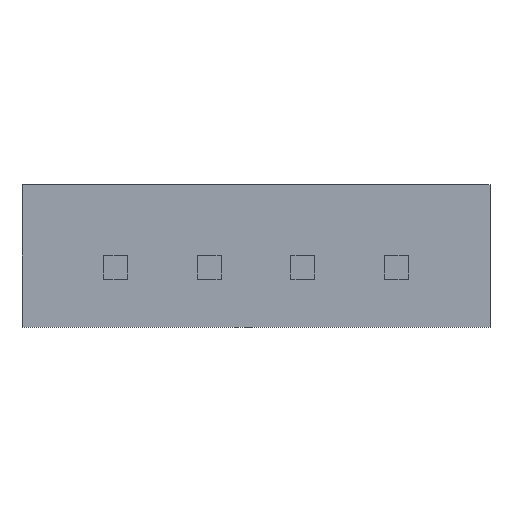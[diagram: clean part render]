
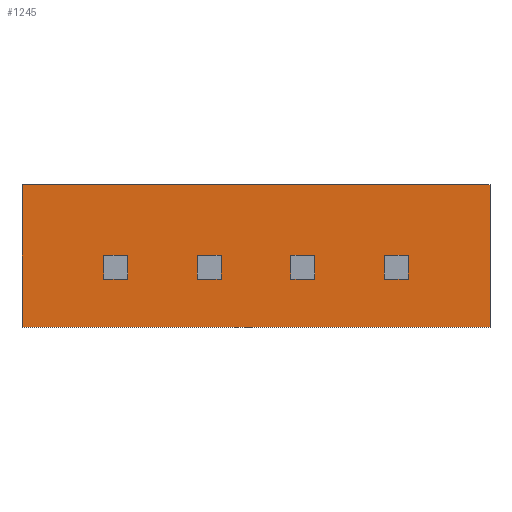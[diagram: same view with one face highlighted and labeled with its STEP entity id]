
A CAD part, front view. The second image highlights one B-rep face of the part: STEP entity #1245.
In plain terms, the highlighted planar face has unit normal (0, -1, 0).
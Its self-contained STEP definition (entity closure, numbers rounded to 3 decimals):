
#23=FACE_BOUND('',#116,.T.);
#24=FACE_BOUND('',#117,.T.);
#25=FACE_BOUND('',#118,.T.);
#26=FACE_BOUND('',#119,.T.);
#47=FACE_OUTER_BOUND('',#115,.T.);
#115=EDGE_LOOP('',(#877,#878,#879,#880));
#116=EDGE_LOOP('',(#881,#882,#883,#884));
#117=EDGE_LOOP('',(#885,#886,#887,#888));
#118=EDGE_LOOP('',(#889,#890,#891,#892));
#119=EDGE_LOOP('',(#893,#894,#895,#896));
#177=LINE('',#1703,#351);
#180=LINE('',#1709,#354);
#184=LINE('',#1716,#358);
#186=LINE('',#1719,#360);
#187=LINE('',#1723,#361);
#191=LINE('',#1731,#365);
#194=LINE('',#1737,#368);
#197=LINE('',#1742,#371);
#199=LINE('',#1747,#373);
#203=LINE('',#1755,#377);
#206=LINE('',#1761,#380);
#209=LINE('',#1766,#383);
#211=LINE('',#1771,#385);
#215=LINE('',#1779,#389);
#218=LINE('',#1785,#392);
#221=LINE('',#1790,#395);
#223=LINE('',#1795,#397);
#224=LINE('',#1797,#398);
#225=LINE('',#1799,#399);
#226=LINE('',#1800,#400);
#351=VECTOR('',#1389,1000.);
#354=VECTOR('',#1394,1000.);
#358=VECTOR('',#1400,1000.);
#360=VECTOR('',#1404,1000.);
#361=VECTOR('',#1407,1000.);
#365=VECTOR('',#1413,1000.);
#368=VECTOR('',#1418,1000.);
#371=VECTOR('',#1423,1000.);
#373=VECTOR('',#1427,1000.);
#377=VECTOR('',#1433,1000.);
#380=VECTOR('',#1438,1000.);
#383=VECTOR('',#1443,1000.);
#385=VECTOR('',#1447,1000.);
#389=VECTOR('',#1453,1000.);
#392=VECTOR('',#1458,1000.);
#395=VECTOR('',#1463,1000.);
#397=VECTOR('',#1467,1000.);
#398=VECTOR('',#1468,1000.);
#399=VECTOR('',#1469,1000.);
#400=VECTOR('',#1470,1000.);
#525=VERTEX_POINT('',#1700);
#526=VERTEX_POINT('',#1702);
#528=VERTEX_POINT('',#1708);
#530=VERTEX_POINT('',#1714);
#531=VERTEX_POINT('',#1721);
#532=VERTEX_POINT('',#1722);
#535=VERTEX_POINT('',#1730);
#537=VERTEX_POINT('',#1736);
#539=VERTEX_POINT('',#1745);
#540=VERTEX_POINT('',#1746);
#543=VERTEX_POINT('',#1754);
#545=VERTEX_POINT('',#1760);
#547=VERTEX_POINT('',#1769);
#548=VERTEX_POINT('',#1770);
#551=VERTEX_POINT('',#1778);
#553=VERTEX_POINT('',#1784);
#555=VERTEX_POINT('',#1793);
#556=VERTEX_POINT('',#1794);
#557=VERTEX_POINT('',#1796);
#558=VERTEX_POINT('',#1798);
#641=EDGE_CURVE('',#526,#525,#177,.T.);
#644=EDGE_CURVE('',#528,#526,#180,.T.);
#648=EDGE_CURVE('',#525,#530,#184,.T.);
#650=EDGE_CURVE('',#530,#528,#186,.T.);
#651=EDGE_CURVE('',#531,#532,#187,.T.);
#655=EDGE_CURVE('',#532,#535,#191,.T.);
#658=EDGE_CURVE('',#535,#537,#194,.T.);
#661=EDGE_CURVE('',#537,#531,#197,.T.);
#663=EDGE_CURVE('',#539,#540,#199,.T.);
#667=EDGE_CURVE('',#540,#543,#203,.T.);
#670=EDGE_CURVE('',#543,#545,#206,.T.);
#673=EDGE_CURVE('',#545,#539,#209,.T.);
#675=EDGE_CURVE('',#547,#548,#211,.T.);
#679=EDGE_CURVE('',#548,#551,#215,.T.);
#682=EDGE_CURVE('',#551,#553,#218,.T.);
#685=EDGE_CURVE('',#553,#547,#221,.T.);
#687=EDGE_CURVE('',#555,#556,#223,.T.);
#688=EDGE_CURVE('',#557,#556,#224,.T.);
#689=EDGE_CURVE('',#558,#557,#225,.T.);
#690=EDGE_CURVE('',#558,#555,#226,.T.);
#877=ORIENTED_EDGE('',*,*,#687,.T.);
#878=ORIENTED_EDGE('',*,*,#688,.F.);
#879=ORIENTED_EDGE('',*,*,#689,.F.);
#880=ORIENTED_EDGE('',*,*,#690,.T.);
#881=ORIENTED_EDGE('',*,*,#650,.T.);
#882=ORIENTED_EDGE('',*,*,#644,.T.);
#883=ORIENTED_EDGE('',*,*,#641,.T.);
#884=ORIENTED_EDGE('',*,*,#648,.T.);
#885=ORIENTED_EDGE('',*,*,#651,.T.);
#886=ORIENTED_EDGE('',*,*,#655,.T.);
#887=ORIENTED_EDGE('',*,*,#658,.T.);
#888=ORIENTED_EDGE('',*,*,#661,.T.);
#889=ORIENTED_EDGE('',*,*,#663,.T.);
#890=ORIENTED_EDGE('',*,*,#667,.T.);
#891=ORIENTED_EDGE('',*,*,#670,.T.);
#892=ORIENTED_EDGE('',*,*,#673,.T.);
#893=ORIENTED_EDGE('',*,*,#675,.T.);
#894=ORIENTED_EDGE('',*,*,#679,.T.);
#895=ORIENTED_EDGE('',*,*,#682,.T.);
#896=ORIENTED_EDGE('',*,*,#685,.T.);
#1177=PLANE('',#1331);
#1245=ADVANCED_FACE('',(#47,#23,#24,#25,#26),#1177,.F.);
#1331=AXIS2_PLACEMENT_3D('',#1792,#1465,#1466);
#1389=DIRECTION('',(1.,0.,0.));
#1394=DIRECTION('',(0.,0.,1.));
#1400=DIRECTION('',(0.,0.,-1.));
#1404=DIRECTION('',(-1.,0.,0.));
#1407=DIRECTION('',(-1.,0.,0.));
#1413=DIRECTION('',(0.,0.,1.));
#1418=DIRECTION('',(1.,0.,0.));
#1423=DIRECTION('',(0.,0.,-1.));
#1427=DIRECTION('',(-1.,0.,0.));
#1433=DIRECTION('',(0.,0.,1.));
#1438=DIRECTION('',(1.,0.,0.));
#1443=DIRECTION('',(0.,0.,-1.));
#1447=DIRECTION('',(-1.,0.,0.));
#1453=DIRECTION('',(0.,0.,1.));
#1458=DIRECTION('',(1.,0.,0.));
#1463=DIRECTION('',(0.,0.,-1.));
#1465=DIRECTION('center_axis',(0.,1.,0.));
#1466=DIRECTION('ref_axis',(0.,0.,1.));
#1467=DIRECTION('',(0.,0.,-1.));
#1468=DIRECTION('',(-1.,0.,0.));
#1469=DIRECTION('',(0.,0.,-1.));
#1470=DIRECTION('',(-1.,0.,0.));
#1700=CARTESIAN_POINT('',(4.07,0.,0.32));
#1702=CARTESIAN_POINT('',(3.43,0.,0.32));
#1703=CARTESIAN_POINT('',(6.25,0.,0.32));
#1708=CARTESIAN_POINT('',(3.43,0.,-0.32));
#1709=CARTESIAN_POINT('',(3.43,0.,2.2));
#1714=CARTESIAN_POINT('',(4.07,0.,-0.32));
#1716=CARTESIAN_POINT('',(4.07,0.,2.2));
#1719=CARTESIAN_POINT('',(6.25,0.,-0.32));
#1721=CARTESIAN_POINT('',(1.57,0.,-0.32));
#1722=CARTESIAN_POINT('',(0.93,0.,-0.32));
#1723=CARTESIAN_POINT('',(6.25,0.,-0.32));
#1730=CARTESIAN_POINT('',(0.93,0.,0.32));
#1731=CARTESIAN_POINT('',(0.93,0.,2.2));
#1736=CARTESIAN_POINT('',(1.57,0.,0.32));
#1737=CARTESIAN_POINT('',(6.25,0.,0.32));
#1742=CARTESIAN_POINT('',(1.57,0.,2.2));
#1745=CARTESIAN_POINT('',(-0.93,0.,-0.32));
#1746=CARTESIAN_POINT('',(-1.57,0.,-0.32));
#1747=CARTESIAN_POINT('',(6.25,0.,-0.32));
#1754=CARTESIAN_POINT('',(-1.57,0.,0.32));
#1755=CARTESIAN_POINT('',(-1.57,0.,2.2));
#1760=CARTESIAN_POINT('',(-0.93,0.,0.32));
#1761=CARTESIAN_POINT('',(6.25,0.,0.32));
#1766=CARTESIAN_POINT('',(-0.93,0.,2.2));
#1769=CARTESIAN_POINT('',(-3.43,0.,-0.32));
#1770=CARTESIAN_POINT('',(-4.07,0.,-0.32));
#1771=CARTESIAN_POINT('',(6.25,0.,-0.32));
#1778=CARTESIAN_POINT('',(-4.07,0.,0.32));
#1779=CARTESIAN_POINT('',(-4.07,0.,2.2));
#1784=CARTESIAN_POINT('',(-3.43,0.,0.32));
#1785=CARTESIAN_POINT('',(6.25,0.,0.32));
#1790=CARTESIAN_POINT('',(-3.43,0.,2.2));
#1792=CARTESIAN_POINT('Origin',(6.25,0.,2.2));
#1793=CARTESIAN_POINT('',(-6.25,0.,2.2));
#1794=CARTESIAN_POINT('',(-6.25,0.,-1.6));
#1795=CARTESIAN_POINT('',(-6.25,0.,2.2));
#1796=CARTESIAN_POINT('',(6.25,0.,-1.6));
#1797=CARTESIAN_POINT('',(6.25,0.,-1.6));
#1798=CARTESIAN_POINT('',(6.25,0.,2.2));
#1799=CARTESIAN_POINT('',(6.25,0.,2.2));
#1800=CARTESIAN_POINT('',(6.25,0.,2.2));
